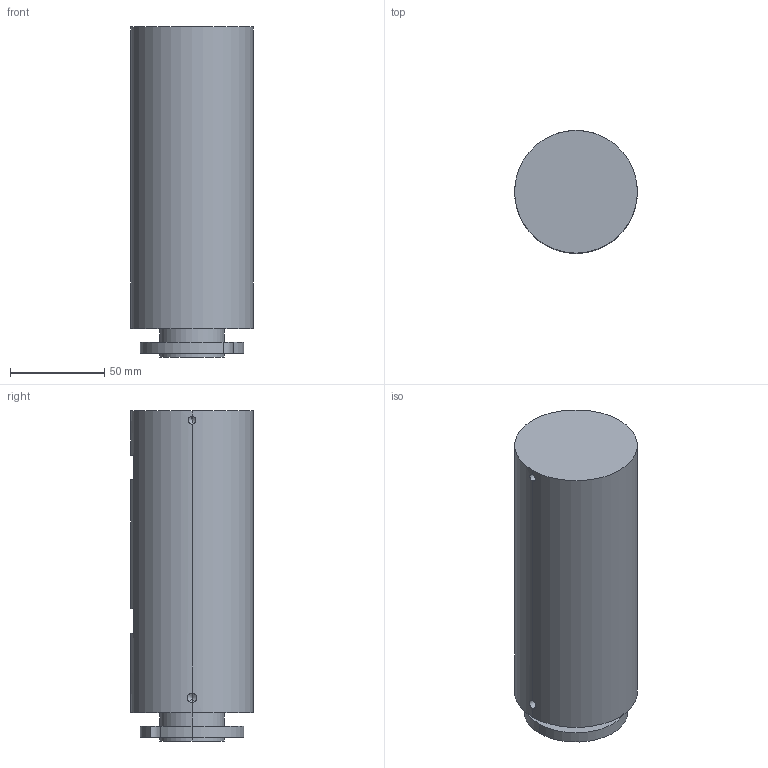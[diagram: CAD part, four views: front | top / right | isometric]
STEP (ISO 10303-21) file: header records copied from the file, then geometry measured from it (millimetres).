
FILE_DESCRIPTION (( 'STEP AP203' ), '1' );
FILE_NAME ('RQS200-02.STEP', '2020-07-28T09:27:51', ( '微软用户' ), ( '微软中国' ), 'SwSTEP 2.0', 'SolidWorks 2014', '' );
FILE_SCHEMA (( 'CONFIG_CONTROL_DESIGN' ));
Length unit declared in the file: millimetre
Products named in the file (1): RQS200-02
Bounding box: 65 x 65 x 175 mm (x, y, z)
Volume: 548846.7 mm3; surface area: 46270.3 mm2
Topology: 1 solids, 1 shells, 68 faces, 165 edges, 96 vertices
Faces by surface type: cylinder 39, cone 16, plane 13
Entity records: 2336 total; most frequent: CARTESIAN_POINT 690, DIRECTION 345, ORIENTED_EDGE 306, EDGE_CURVE 153, AXIS2_PLACEMENT_3D 139, VERTEX_POINT 96, EDGE_LOOP 85, CIRCLE 70
